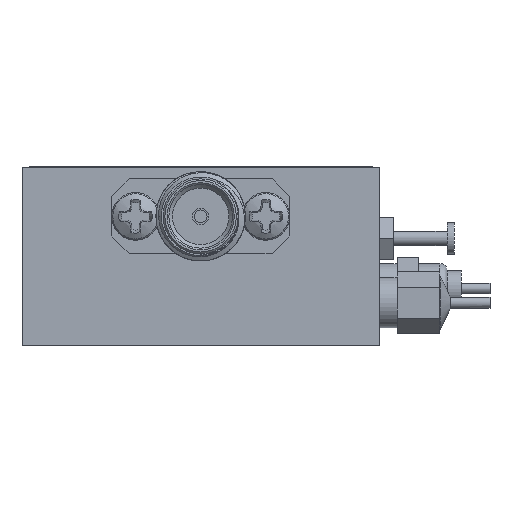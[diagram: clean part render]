
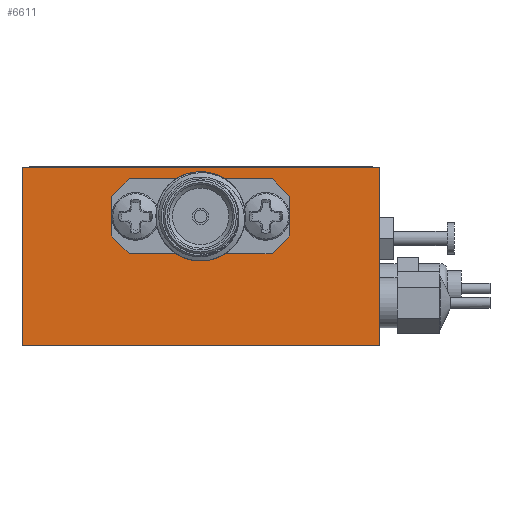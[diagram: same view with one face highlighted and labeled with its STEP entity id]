
A CAD part, left-side view. The second image highlights one B-rep face of the part: STEP entity #6611.
In plain terms, the highlighted planar face has unit normal (-1, 0, 0).
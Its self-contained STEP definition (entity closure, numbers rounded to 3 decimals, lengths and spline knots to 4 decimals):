
#659 = VERTEX_POINT ( 'NONE', #31781 ) ;
#852 = CARTESIAN_POINT ( 'NONE',  ( -0.5, 0.2, 0.007 ) ) ;
#3442 = EDGE_CURVE ( 'NONE', #77387, #30303, #47010, .T. ) ;
#4450 = CARTESIAN_POINT ( 'NONE',  ( -0.5, 0.25, 0.167 ) ) ;
#6611 = ADVANCED_FACE ( 'NONE', ( #40945, #64637 ), #23478, .F. ) ;
#7891 = CARTESIAN_POINT ( 'NONE',  ( -0.5, -0.2, 0.217 ) ) ;
#9078 = CARTESIAN_POINT ( 'NONE',  ( -0.5, -0.5, 0.25 ) ) ;
#10584 = CARTESIAN_POINT ( 'NONE',  ( -0.5, 0.5, 0.25 ) ) ;
#11520 = ORIENTED_EDGE ( 'NONE', *, *, #88721, .T. ) ;
#12190 = ORIENTED_EDGE ( 'NONE', *, *, #19878, .T. ) ;
#14775 = DIRECTION ( 'NONE',  ( 0., 0., 1. ) ) ;
#16655 = ORIENTED_EDGE ( 'NONE', *, *, #3442, .T. ) ;
#16926 = ORIENTED_EDGE ( 'NONE', *, *, #42556, .T. ) ;
#18192 = CARTESIAN_POINT ( 'NONE',  ( -0.5, -0.25, 0.057 ) ) ;
#19495 = EDGE_CURVE ( 'NONE', #71852, #21329, #94949, .T. ) ;
#19878 = EDGE_CURVE ( 'NONE', #86483, #77387, #35458, .T. ) ;
#20480 = LINE ( 'NONE', #59574, #41884 ) ;
#21326 = ORIENTED_EDGE ( 'NONE', *, *, #19495, .T. ) ;
#21329 = VERTEX_POINT ( 'NONE', #21943 ) ;
#21405 = DIRECTION ( 'NONE',  ( 0., -0.707, 0.707 ) ) ;
#21506 = LINE ( 'NONE', #68855, #67243 ) ;
#21943 = CARTESIAN_POINT ( 'NONE',  ( -0.5, 0.25, 0.057 ) ) ;
#23478 = PLANE ( 'NONE',  #93879 ) ;
#23839 = DIRECTION ( 'NONE',  ( 0., -0.707, -0.707 ) ) ;
#24187 = LINE ( 'NONE', #72565, #37136 ) ;
#24497 = LINE ( 'NONE', #9078, #85596 ) ;
#24947 = ORIENTED_EDGE ( 'NONE', *, *, #83391, .F. ) ;
#25402 = CARTESIAN_POINT ( 'NONE',  ( -0.5, -0.5, 0.25 ) ) ;
#26227 = DIRECTION ( 'NONE',  ( 0., 0., -1. ) ) ;
#28161 = DIRECTION ( 'NONE',  ( 0., 0., -1. ) ) ;
#28702 = ORIENTED_EDGE ( 'NONE', *, *, #86294, .T. ) ;
#29148 = ORIENTED_EDGE ( 'NONE', *, *, #73024, .T. ) ;
#30303 = VERTEX_POINT ( 'NONE', #89406 ) ;
#30574 = VECTOR ( 'NONE', #81004, 39.3701 ) ;
#31781 = CARTESIAN_POINT ( 'NONE',  ( -0.5, -0.25, 0.057 ) ) ;
#31806 = VECTOR ( 'NONE', #54822, 39.3701 ) ;
#32744 = LINE ( 'NONE', #80616, #61507 ) ;
#35458 = LINE ( 'NONE', #86236, #31806 ) ;
#35967 = LINE ( 'NONE', #67373, #94282 ) ;
#37136 = VECTOR ( 'NONE', #94214, 39.3701 ) ;
#39967 = ORIENTED_EDGE ( 'NONE', *, *, #76056, .F. ) ;
#40545 = EDGE_LOOP ( 'NONE', ( #16655, #47733, #11520, #41146, #21326, #29148, #90567, #12190 ) ) ;
#40945 = FACE_OUTER_BOUND ( 'NONE', #76250, .T. ) ;
#41146 = ORIENTED_EDGE ( 'NONE', *, *, #50814, .T. ) ;
#41884 = VECTOR ( 'NONE', #28161, 39.3701 ) ;
#42556 = EDGE_CURVE ( 'NONE', #51961, #77867, #32744, .T. ) ;
#44201 = DIRECTION ( 'NONE',  ( 0., 0., -1. ) ) ;
#47010 = LINE ( 'NONE', #7891, #57413 ) ;
#47574 = DIRECTION ( 'NONE',  ( 0., 0.707, 0.707 ) ) ;
#47733 = ORIENTED_EDGE ( 'NONE', *, *, #94475, .T. ) ;
#48254 = VECTOR ( 'NONE', #47574, 39.3701 ) ;
#48737 = CARTESIAN_POINT ( 'NONE',  ( -0.5, 0.25, 0.167 ) ) ;
#49908 = CARTESIAN_POINT ( 'NONE',  ( -0.5, -0.25, 0.112 ) ) ;
#50814 = EDGE_CURVE ( 'NONE', #79000, #71852, #24187, .T. ) ;
#51961 = VERTEX_POINT ( 'NONE', #96288 ) ;
#54822 = DIRECTION ( 'NONE',  ( 0., -1., 0. ) ) ;
#54882 = DIRECTION ( 'NONE',  ( 0., 0., -1. ) ) ;
#55545 = VERTEX_POINT ( 'NONE', #10584 ) ;
#56130 = VECTOR ( 'NONE', #21405, 39.3701 ) ;
#56374 = VECTOR ( 'NONE', #26227, 39.3701 ) ;
#57413 = VECTOR ( 'NONE', #23839, 39.3701 ) ;
#59574 = CARTESIAN_POINT ( 'NONE',  ( -0.5, 0.5, 0.25 ) ) ;
#60542 = LINE ( 'NONE', #4450, #56130 ) ;
#61005 = CARTESIAN_POINT ( 'NONE',  ( -0.5, -0.2, 0.217 ) ) ;
#61507 = VECTOR ( 'NONE', #64150, 39.3701 ) ;
#64053 = CARTESIAN_POINT ( 'NONE',  ( -0.5, 0.2, 0.007 ) ) ;
#64150 = DIRECTION ( 'NONE',  ( 0., -1., 0. ) ) ;
#64637 = FACE_BOUND ( 'NONE', #40545, .T. ) ;
#67243 = VECTOR ( 'NONE', #14775, 39.3701 ) ;
#67247 = VERTEX_POINT ( 'NONE', #25402 ) ;
#67373 = CARTESIAN_POINT ( 'NONE',  ( -0.5, -0.5, 0.25 ) ) ;
#68855 = CARTESIAN_POINT ( 'NONE',  ( -0.5, 0.25, 0.112 ) ) ;
#70835 = DIRECTION ( 'NONE',  ( 1., 0., 0. ) ) ;
#71852 = VERTEX_POINT ( 'NONE', #852 ) ;
#72565 = CARTESIAN_POINT ( 'NONE',  ( -0.5, 0., 0.007 ) ) ;
#73024 = EDGE_CURVE ( 'NONE', #21329, #92718, #21506, .T. ) ;
#73092 = LINE ( 'NONE', #49908, #56374 ) ;
#74919 = CARTESIAN_POINT ( 'NONE',  ( -0.5, 0.2, 0.217 ) ) ;
#76056 = EDGE_CURVE ( 'NONE', #55545, #67247, #24497, .T. ) ;
#76250 = EDGE_LOOP ( 'NONE', ( #16926, #24947, #39967, #28702 ) ) ;
#76839 = CARTESIAN_POINT ( 'NONE',  ( -0.5, -0.5, -0.25 ) ) ;
#77387 = VERTEX_POINT ( 'NONE', #61005 ) ;
#77867 = VERTEX_POINT ( 'NONE', #76839 ) ;
#78492 = CARTESIAN_POINT ( 'NONE',  ( -0.5, -0.2, 0.007 ) ) ;
#78885 = EDGE_CURVE ( 'NONE', #92718, #86483, #60542, .T. ) ;
#79000 = VERTEX_POINT ( 'NONE', #78492 ) ;
#80616 = CARTESIAN_POINT ( 'NONE',  ( -0.5, -0.5, -0.25 ) ) ;
#81004 = DIRECTION ( 'NONE',  ( 0., 0.707, -0.707 ) ) ;
#81636 = DIRECTION ( 'NONE',  ( 0., -1., 0. ) ) ;
#83391 = EDGE_CURVE ( 'NONE', #67247, #77867, #35967, .T. ) ;
#85596 = VECTOR ( 'NONE', #81636, 39.3701 ) ;
#86236 = CARTESIAN_POINT ( 'NONE',  ( -0.5, 0., 0.217 ) ) ;
#86294 = EDGE_CURVE ( 'NONE', #55545, #51961, #20480, .T. ) ;
#86483 = VERTEX_POINT ( 'NONE', #74919 ) ;
#88721 = EDGE_CURVE ( 'NONE', #659, #79000, #88727, .T. ) ;
#88727 = LINE ( 'NONE', #18192, #30574 ) ;
#89406 = CARTESIAN_POINT ( 'NONE',  ( -0.5, -0.25, 0.167 ) ) ;
#90567 = ORIENTED_EDGE ( 'NONE', *, *, #78885, .T. ) ;
#92718 = VERTEX_POINT ( 'NONE', #48737 ) ;
#93879 = AXIS2_PLACEMENT_3D ( 'NONE', #95024, #70835, #54882 ) ;
#94214 = DIRECTION ( 'NONE',  ( 0., 1., 0. ) ) ;
#94282 = VECTOR ( 'NONE', #44201, 39.3701 ) ;
#94475 = EDGE_CURVE ( 'NONE', #30303, #659, #73092, .T. ) ;
#94949 = LINE ( 'NONE', #64053, #48254 ) ;
#95024 = CARTESIAN_POINT ( 'NONE',  ( -0.5, -0.5, 0.25 ) ) ;
#96288 = CARTESIAN_POINT ( 'NONE',  ( -0.5, 0.5, -0.25 ) ) ;
